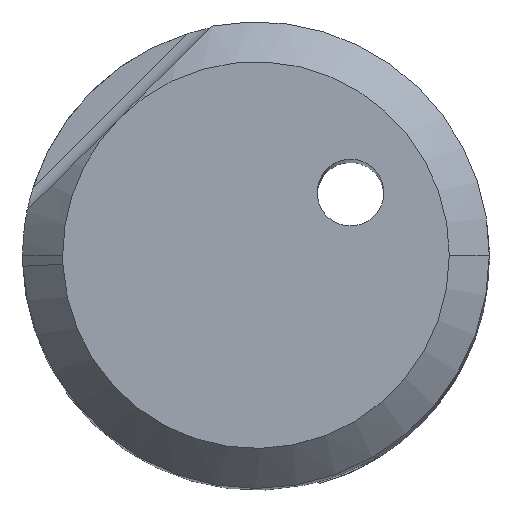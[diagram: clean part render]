
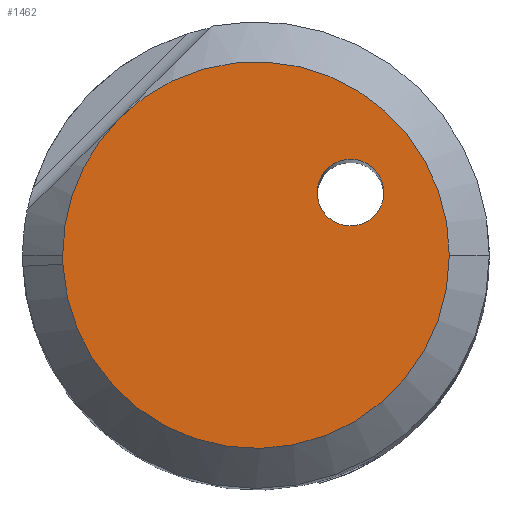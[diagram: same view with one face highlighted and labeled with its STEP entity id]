
A CAD part, top view. The second image highlights one B-rep face of the part: STEP entity #1462.
In plain terms, the highlighted planar face has unit normal (0, 0, 1).
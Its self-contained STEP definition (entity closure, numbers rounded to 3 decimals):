
#975=AXIS2_PLACEMENT_3D('Circle Axis2P3D',#973,#974,$) ;
#993=AXIS2_PLACEMENT_3D('Circle Axis2P3D',#991,#992,$) ;
#1303=AXIS2_PLACEMENT_3D('Circle Axis2P3D',#1301,#1302,$) ;
#1325=AXIS2_PLACEMENT_3D('Circle Axis2P3D',#1323,#1324,$) ;
#1436=AXIS2_PLACEMENT_3D('Circle Axis2P3D',#1434,#1435,$) ;
#1450=AXIS2_PLACEMENT_3D('Plane Axis2P3D',#1447,#1448,#1449) ;
#962=CARTESIAN_POINT('Vertex',(-2.897,-0.137,0.)) ;
#970=CARTESIAN_POINT('Vertex',(2.9,0.,0.)) ;
#973=CARTESIAN_POINT('Axis2P3D Location',(0.,0.,0.)) ;
#991=CARTESIAN_POINT('Axis2P3D Location',(0.,0.,0.)) ;
#995=CARTESIAN_POINT('Vertex',(-2.9,0.,0.)) ;
#1301=CARTESIAN_POINT('Axis2P3D Location',(0.,0.,0.)) ;
#1305=CARTESIAN_POINT('Vertex',(-2.051,2.051,0.)) ;
#1323=CARTESIAN_POINT('Axis2P3D Location',(0.,0.,0.)) ;
#1400=CARTESIAN_POINT('Vertex',(0.954,1.125,0.)) ;
#1404=CARTESIAN_POINT('Control Point',(1.881,0.751,0.)) ;
#1405=CARTESIAN_POINT('Control Point',(1.823,0.606,0.)) ;
#1406=CARTESIAN_POINT('Control Point',(1.707,0.483,0.)) ;
#1407=CARTESIAN_POINT('Control Point',(1.545,0.414,0.)) ;
#1408=CARTESIAN_POINT('Control Point',(1.208,0.417,0.)) ;
#1409=CARTESIAN_POINT('Control Point',(0.962,0.649,0.)) ;
#1410=CARTESIAN_POINT('Control Point',(0.894,0.811,0.)) ;
#1411=CARTESIAN_POINT('Control Point',(0.895,0.979,0.)) ;
#1412=CARTESIAN_POINT('Control Point',(0.954,1.125,0.)) ;
#1413=CARTESIAN_POINT('Vertex',(1.881,0.751,0.)) ;
#1434=CARTESIAN_POINT('Axis2P3D Location',(1.418,0.938,0.)) ;
#1447=CARTESIAN_POINT('Axis2P3D Location',(0.7,0.,0.)) ;
#974=DIRECTION('Axis2P3D Direction',(0.,0.,-1.)) ;
#992=DIRECTION('Axis2P3D Direction',(0.,0.,-1.)) ;
#1302=DIRECTION('Axis2P3D Direction',(0.,0.,-1.)) ;
#1324=DIRECTION('Axis2P3D Direction',(0.,0.,-1.)) ;
#1435=DIRECTION('Axis2P3D Direction',(0.,0.,-1.)) ;
#1448=DIRECTION('Axis2P3D Direction',(0.,0.,-1.)) ;
#1449=DIRECTION('Axis2P3D XDirection',(-1.,0.,0.)) ;
#1453=ORIENTED_EDGE('',*,*,#1307,.F.) ;
#1454=ORIENTED_EDGE('',*,*,#1327,.F.) ;
#1455=ORIENTED_EDGE('',*,*,#997,.F.) ;
#1456=ORIENTED_EDGE('',*,*,#977,.F.) ;
#1459=ORIENTED_EDGE('',*,*,#1438,.T.) ;
#1460=ORIENTED_EDGE('',*,*,#1415,.T.) ;
#1461=FACE_BOUND('',#1458,.T.) ;
#1462=ADVANCED_FACE('NOCUT',(#1457,#1461),#1451,.F.) ;
#1403=B_SPLINE_CURVE_WITH_KNOTS('',5,(#1404,#1405,#1406,#1407,#1408,#1409,#1410,#1411,#1412),.UNSPECIFIED.,.F.,.U.,(6,3,6),(-0.785,0.,0.785),.UNSPECIFIED.) ;
#976=CIRCLE('generated circle',#975,2.9) ;
#994=CIRCLE('generated circle',#993,2.9) ;
#1304=CIRCLE('generated circle',#1303,2.9) ;
#1326=CIRCLE('generated circle',#1325,2.9) ;
#1437=CIRCLE('generated circle',#1436,0.5) ;
#977=EDGE_CURVE('',#971,#963,#976,.T.) ;
#997=EDGE_CURVE('',#963,#996,#994,.T.) ;
#1307=EDGE_CURVE('',#1306,#971,#1304,.T.) ;
#1327=EDGE_CURVE('',#996,#1306,#1326,.T.) ;
#1415=EDGE_CURVE('',#1414,#1401,#1403,.T.) ;
#1438=EDGE_CURVE('',#1401,#1414,#1437,.T.) ;
#1452=EDGE_LOOP('',(#1453,#1454,#1455,#1456)) ;
#1458=EDGE_LOOP('',(#1459,#1460)) ;
#1457=FACE_OUTER_BOUND('',#1452,.T.) ;
#1451=PLANE('',#1450) ;
#963=VERTEX_POINT('',#962) ;
#971=VERTEX_POINT('',#970) ;
#996=VERTEX_POINT('',#995) ;
#1306=VERTEX_POINT('',#1305) ;
#1401=VERTEX_POINT('',#1400) ;
#1414=VERTEX_POINT('',#1413) ;
